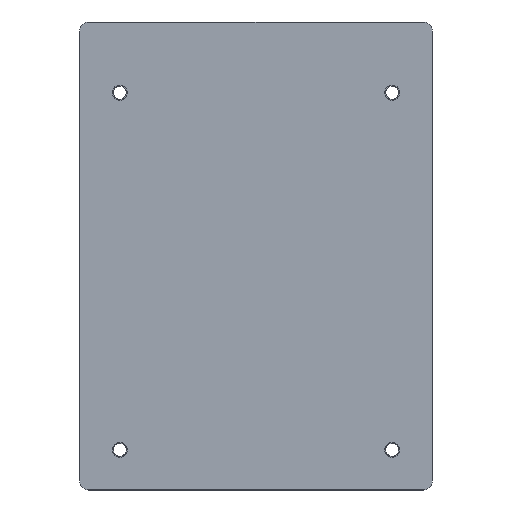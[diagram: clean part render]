
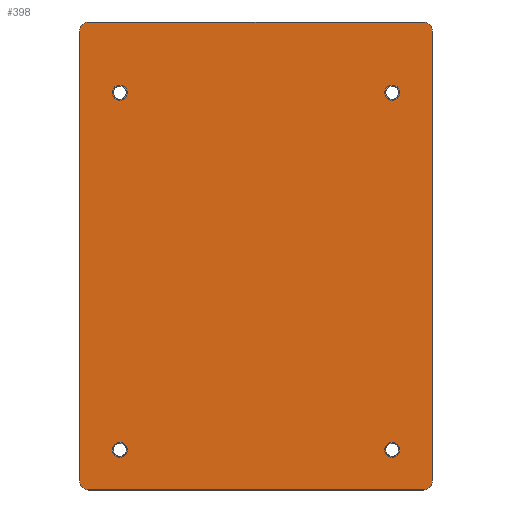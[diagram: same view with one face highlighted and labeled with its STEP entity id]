
A CAD part, top view. The second image highlights one B-rep face of the part: STEP entity #398.
In plain terms, the highlighted planar face has unit normal (0, 0, 1).
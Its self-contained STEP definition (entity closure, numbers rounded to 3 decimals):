
#60=CARTESIAN_POINT('',(-18.464,-77.65,0.));
#61=VERTEX_POINT('',#60);
#62=CARTESIAN_POINT('',(56.564,-77.65,0.));
#63=VERTEX_POINT('',#62);
#64=CARTESIAN_POINT('',(-18.464,-77.65,0.));
#65=DIRECTION('',(1.,0.,-0.));
#66=VECTOR('',#65,75.029);
#67=LINE('',#64,#66);
#68=EDGE_CURVE('',#61,#63,#67,.T.);
#100=CARTESIAN_POINT('',(58.6,-75.614,0.));
#101=VERTEX_POINT('',#100);
#102=CARTESIAN_POINT('',(58.6,25.314,0.));
#103=VERTEX_POINT('',#102);
#104=CARTESIAN_POINT('',(58.6,-75.614,0.));
#105=DIRECTION('',(0.,1.,0.));
#106=VECTOR('',#105,100.929);
#107=LINE('',#104,#106);
#108=EDGE_CURVE('',#101,#103,#107,.T.);
#140=CARTESIAN_POINT('',(-18.464,27.35,0.));
#141=VERTEX_POINT('',#140);
#142=CARTESIAN_POINT('',(56.564,27.35,0.));
#143=VERTEX_POINT('',#142);
#144=CARTESIAN_POINT('',(-18.464,27.35,0.));
#145=DIRECTION('',(1.,0.,-0.));
#146=VECTOR('',#145,75.029);
#147=LINE('',#144,#146);
#148=EDGE_CURVE('',#141,#143,#147,.T.);
#180=CARTESIAN_POINT('',(-9.8,-68.65,0.));
#181=VERTEX_POINT('',#180);
#190=CARTESIAN_POINT('',(-11.5,-68.65,0.));
#191=DIRECTION('',(0.,0.,1.));
#192=DIRECTION('',(1.,0.,-0.));
#193=AXIS2_PLACEMENT_3D('',#190,#191,#192);
#194=CIRCLE('',#193,1.7);
#195=EDGE_CURVE('',#181,#181,#194,.T.);
#213=CARTESIAN_POINT('',(-9.8,11.5,0.));
#214=VERTEX_POINT('',#213);
#223=CARTESIAN_POINT('',(-11.5,11.5,0.));
#224=DIRECTION('',(0.,0.,1.));
#225=DIRECTION('',(1.,0.,-0.));
#226=AXIS2_PLACEMENT_3D('',#223,#224,#225);
#227=CIRCLE('',#226,1.7);
#228=EDGE_CURVE('',#214,#214,#227,.T.);
#246=CARTESIAN_POINT('',(51.3,-68.65,0.));
#247=VERTEX_POINT('',#246);
#256=CARTESIAN_POINT('',(49.6,-68.65,0.));
#257=DIRECTION('',(0.,0.,1.));
#258=DIRECTION('',(1.,0.,-0.));
#259=AXIS2_PLACEMENT_3D('',#256,#257,#258);
#260=CIRCLE('',#259,1.7);
#261=EDGE_CURVE('',#247,#247,#260,.T.);
#279=CARTESIAN_POINT('',(51.3,11.5,0.));
#280=VERTEX_POINT('',#279);
#289=CARTESIAN_POINT('',(49.6,11.5,0.));
#290=DIRECTION('',(0.,0.,1.));
#291=DIRECTION('',(1.,0.,-0.));
#292=AXIS2_PLACEMENT_3D('',#289,#290,#291);
#293=CIRCLE('',#292,1.7);
#294=EDGE_CURVE('',#280,#280,#293,.T.);
#322=CARTESIAN_POINT('',(-20.5,-75.614,0.));
#323=VERTEX_POINT('',#322);
#330=CARTESIAN_POINT('',(-20.5,25.314,0.));
#331=VERTEX_POINT('',#330);
#332=CARTESIAN_POINT('',(-20.5,-75.614,0.));
#333=DIRECTION('',(0.,1.,0.));
#334=VECTOR('',#333,100.929);
#335=LINE('',#332,#334);
#336=EDGE_CURVE('',#323,#331,#335,.T.);
#347=CARTESIAN_POINT('',(0.,0.,0.));
#348=DIRECTION('',(0.,0.,1.));
#349=DIRECTION('',(1.,0.,0.));
#350=AXIS2_PLACEMENT_3D('',#347,#348,#349);
#351=PLANE('',#350);
#352=ORIENTED_EDGE('',*,*,#294,.F.);
#353=EDGE_LOOP('',(#352));
#354=FACE_BOUND('',#353,.T.);
#355=ORIENTED_EDGE('',*,*,#261,.F.);
#356=EDGE_LOOP('',(#355));
#357=FACE_BOUND('',#356,.T.);
#358=ORIENTED_EDGE('',*,*,#228,.F.);
#359=EDGE_LOOP('',(#358));
#360=FACE_BOUND('',#359,.T.);
#361=ORIENTED_EDGE('',*,*,#195,.F.);
#362=EDGE_LOOP('',(#361));
#363=FACE_BOUND('',#362,.T.);
#364=ORIENTED_EDGE('',*,*,#336,.F.);
#365=CARTESIAN_POINT('',(-18.464,-75.614,0.));
#366=DIRECTION('',(0.,0.,1.));
#367=DIRECTION('',(1.,0.,-0.));
#368=AXIS2_PLACEMENT_3D('',#365,#366,#367);
#369=CIRCLE('',#368,2.036);
#370=EDGE_CURVE('',#323,#61,#369,.T.);
#371=ORIENTED_EDGE('',*,*,#370,.T.);
#372=ORIENTED_EDGE('',*,*,#68,.T.);
#373=CARTESIAN_POINT('',(56.564,-75.614,0.));
#374=DIRECTION('',(0.,0.,1.));
#375=DIRECTION('',(1.,0.,-0.));
#376=AXIS2_PLACEMENT_3D('',#373,#374,#375);
#377=CIRCLE('',#376,2.036);
#378=EDGE_CURVE('',#63,#101,#377,.T.);
#379=ORIENTED_EDGE('',*,*,#378,.T.);
#380=ORIENTED_EDGE('',*,*,#108,.T.);
#381=CARTESIAN_POINT('',(56.564,25.314,0.));
#382=DIRECTION('',(0.,0.,1.));
#383=DIRECTION('',(1.,0.,-0.));
#384=AXIS2_PLACEMENT_3D('',#381,#382,#383);
#385=CIRCLE('',#384,2.036);
#386=EDGE_CURVE('',#103,#143,#385,.T.);
#387=ORIENTED_EDGE('',*,*,#386,.T.);
#388=ORIENTED_EDGE('',*,*,#148,.F.);
#389=CARTESIAN_POINT('',(-18.464,25.314,0.));
#390=DIRECTION('',(0.,0.,1.));
#391=DIRECTION('',(1.,0.,-0.));
#392=AXIS2_PLACEMENT_3D('',#389,#390,#391);
#393=CIRCLE('',#392,2.036);
#394=EDGE_CURVE('',#141,#331,#393,.T.);
#395=ORIENTED_EDGE('',*,*,#394,.T.);
#396=EDGE_LOOP('',(#364,#371,#372,#379,#380,#387,#388,#395));
#397=FACE_BOUND('',#396,.T.);
#398=ADVANCED_FACE('',(#354,#357,#360,#363,#397),#351,.T.);
